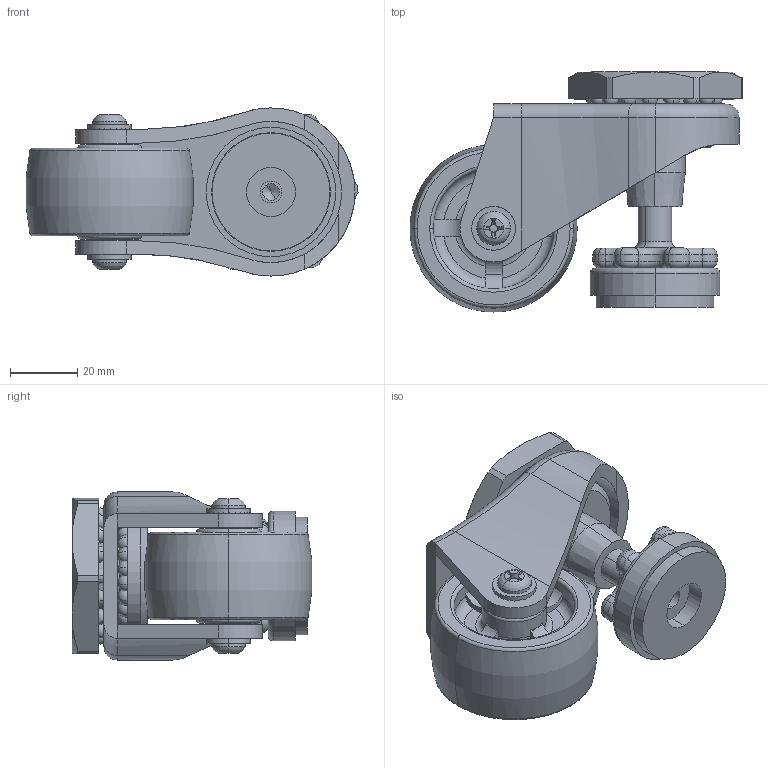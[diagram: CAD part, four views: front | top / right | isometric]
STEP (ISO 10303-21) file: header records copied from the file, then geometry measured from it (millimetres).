
FILE_DESCRIPTION (( 'STEP AP203' ), '1' );
FILE_NAME ('18.ACP-200S ASSY.STEP', '2015-04-01T00:55:37', ( 'WON SINCHUL' ), ( 'Hewlett-Packard Company' ), 'SwSTEP 2.0', 'SolidWorks 2015', '' );
FILE_SCHEMA (( 'CONFIG_CONTROL_DESIGN' ));
Length unit declared in the file: millimetre
Products named in the file (1): 18.ACP-200S ASSY
Bounding box: 98.73 x 71.36 x 50 mm (x, y, z)
Volume: 109056.7 mm3; surface area: 51035.1 mm2
Topology: 40 solids, 40 shells, 499 faces, 1289 edges, 821 vertices
Faces by surface type: plane 169, cylinder 109, torus 95, sphere 62, bspline 42, cone 22
Entity records: 15834 total; most frequent: CARTESIAN_POINT 4802, DIRECTION 2295, ORIENTED_EDGE 2260, EDGE_CURVE 1130, AXIS2_PLACEMENT_3D 975, VERTEX_POINT 728, EDGE_LOOP 532, CIRCLE 517
